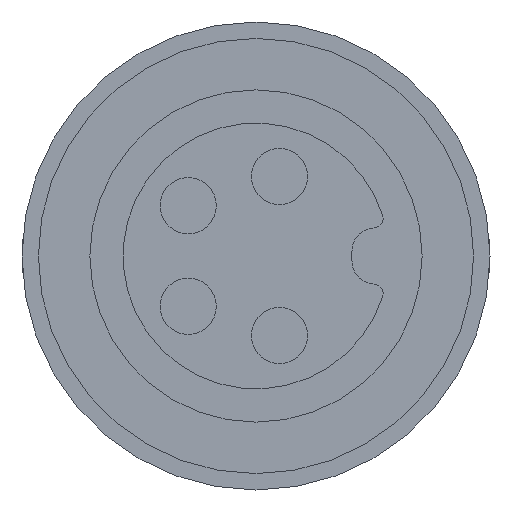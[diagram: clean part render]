
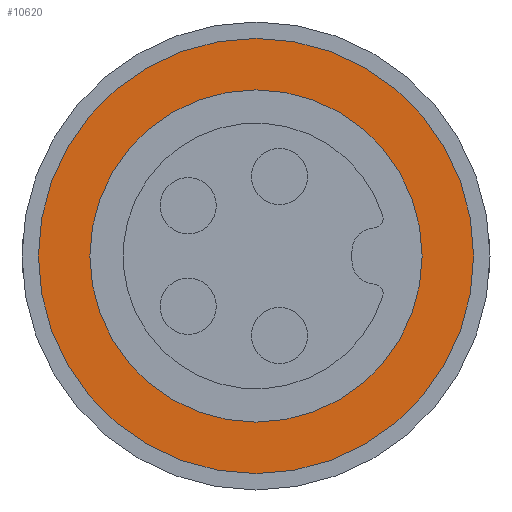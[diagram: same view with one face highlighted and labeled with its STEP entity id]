
A CAD part, left-side view. The second image highlights one B-rep face of the part: STEP entity #10620.
In plain terms, the highlighted face is planar.
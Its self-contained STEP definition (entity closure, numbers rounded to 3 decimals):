
#9970=CARTESIAN_POINT('',(0.,4.65,133.7))
;
#9980=VERTEX_POINT('',#9970);
#10030=CARTESIAN_POINT('',(0.,0.,
133.7));
#10040=DIRECTION('',(0.,0.,-1.));
#10050=DIRECTION('',(0.,1.,0.));
#10060=AXIS2_PLACEMENT_3D('',#10030,#10040,#10050);
#10070=CIRCLE('',#10060,4.65);
#10080=CARTESIAN_POINT('',(0.,-4.65,133.7
));
#10090=VERTEX_POINT('',#10080);
#10100=EDGE_CURVE('',#10090,#9980,#10070,.T.);
#10370=CARTESIAN_POINT('',(0.439,1.52,133.7));
#10380=DIRECTION('',(0.,0.,1.));
#10390=DIRECTION('',(1.,0.,0.));
#10400=AXIS2_PLACEMENT_3D('',#10370,#10380,#10390);
#10410=PLANE('',#10400);
#10420=CARTESIAN_POINT('',(0.,0.,
133.7));
#10430=DIRECTION('',(0.,0.,1.));
#10440=DIRECTION('',(0.,-1.,0.));
#10450=AXIS2_PLACEMENT_3D('',#10420,#10430,#10440);
#10460=CIRCLE('',#10450,3.55);
#10470=CARTESIAN_POINT('',(0.,-3.55,133.7
));
#10480=VERTEX_POINT('',#10470);
#10490=CARTESIAN_POINT('',(0.,3.55,133.7)
);
#10500=VERTEX_POINT('',#10490);
#10510=EDGE_CURVE('',#10480,#10500,#10460,.T.);
#10520=ORIENTED_EDGE('',*,*,#10510,.F.);
#10530=EDGE_CURVE('',#10500,#10480,#10460,.T.);
#10540=ORIENTED_EDGE('',*,*,#10530,.F.);
#10550=EDGE_LOOP('',(#10540,#10520));
#10560=FACE_BOUND('',#10550,.T.);
#10570=EDGE_CURVE('',#9980,#10090,#10070,.T.);
#10580=ORIENTED_EDGE('',*,*,#10570,.F.);
#10590=ORIENTED_EDGE('',*,*,#10100,.F.);
#10600=EDGE_LOOP('',(#10590,#10580));
#10610=FACE_OUTER_BOUND('',#10600,.T.);
#10620=ADVANCED_FACE('',(#10560,#10610),#10410,.T.);
